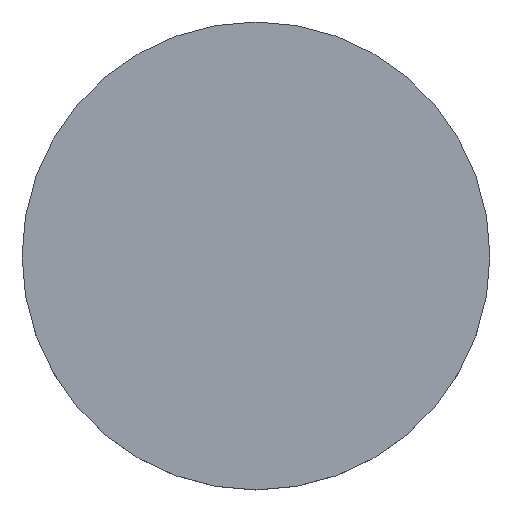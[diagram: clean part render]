
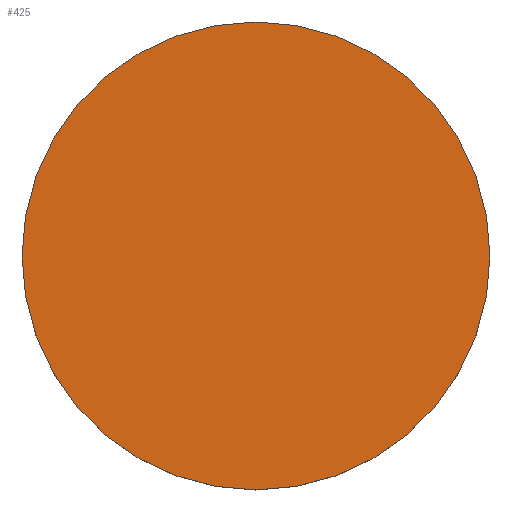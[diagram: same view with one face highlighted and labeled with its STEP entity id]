
A CAD part, top view. The second image highlights one B-rep face of the part: STEP entity #425.
In plain terms, the highlighted planar face has unit normal (0, 0, 1).
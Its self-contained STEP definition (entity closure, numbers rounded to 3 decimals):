
#61=FACE_OUTER_BOUND('',#90,.T.);
#90=EDGE_LOOP('',(#376));
#171=CIRCLE('',#486,14.725);
#203=VERTEX_POINT('',#749);
#260=EDGE_CURVE('',#203,#203,#171,.T.);
#376=ORIENTED_EDGE('',*,*,#260,.T.);
#396=PLANE('',#488);
#425=ADVANCED_FACE('',(#61),#396,.T.);
#486=AXIS2_PLACEMENT_3D('',#750,#611,#612);
#488=AXIS2_PLACEMENT_3D('',#754,#616,#617);
#611=DIRECTION('center_axis',(0.,0.,1.));
#612=DIRECTION('ref_axis',(1.,0.,0.));
#616=DIRECTION('center_axis',(0.,0.,1.));
#617=DIRECTION('ref_axis',(1.,0.,0.));
#749=CARTESIAN_POINT('',(-14.725,0.,2.5));
#750=CARTESIAN_POINT('Origin',(0.,0.,2.5));
#754=CARTESIAN_POINT('Origin',(0.,0.,2.5));
